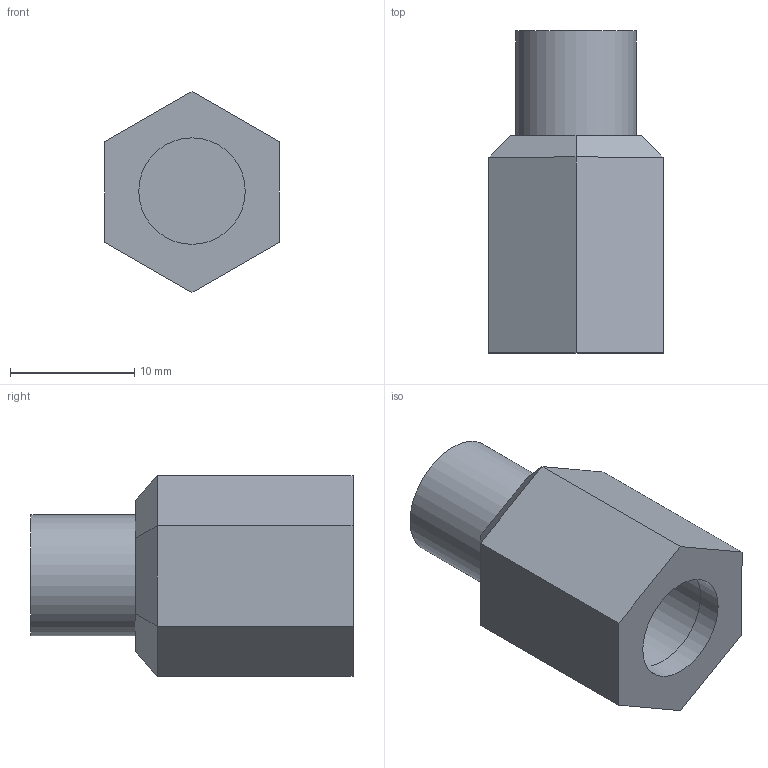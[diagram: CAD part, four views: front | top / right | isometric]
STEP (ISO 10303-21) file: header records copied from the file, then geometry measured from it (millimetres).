
FILE_DESCRIPTION(/* description */ ('Unknown'),/* implementation_level */ '2;1');
FILE_NAME(/* name */ '6.07.18R',/* time_stamp */ '2018-09-06T11:04:33-04:00',/* author */ ('Unknown'),/* organization */ ('Unknown'),/* preprocessor_version */ 'ST-DEVELOPER v16.7',/* originating_system */ 'DEX',/* authorisation */ $);
FILE_SCHEMA (('AUTOMOTIVE_DESIGN {1 0 10303 214 3 1 1}'));
Length unit declared in the file: millimetre
Products named in the file (1): 6.07.18R
Bounding box: 14 x 25.9 x 16.17 mm (x, y, z)
Volume: 2971 mm3; surface area: 1710 mm2
Topology: 1 solids, 1 shells, 24 faces, 52 edges, 33 vertices
Faces by surface type: plane 21, cylinder 3
Full cylindrical faces by diameter (mm): 8.566 x2, 9.728 x1
Entity records: 800 total; most frequent: CARTESIAN_POINT 103, DIRECTION 102, ORIENTED_EDGE 94, EDGE_CURVE 47, LINE 42, VECTOR 42, VERTEX_POINT 31, EDGE_LOOP 30
